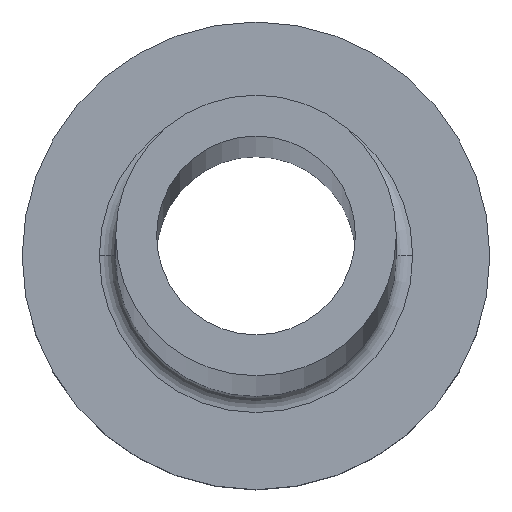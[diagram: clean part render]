
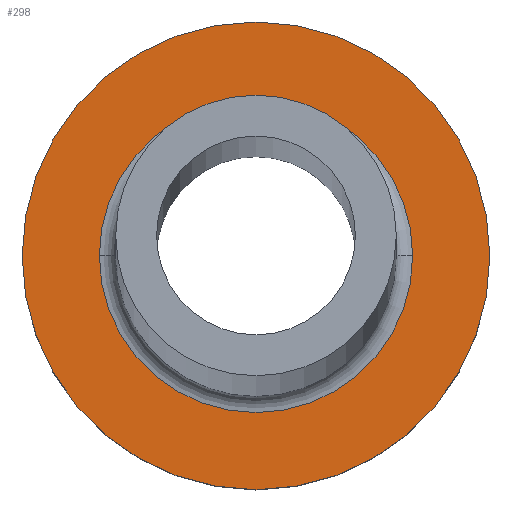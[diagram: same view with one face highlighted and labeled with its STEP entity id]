
A CAD part, top view. The second image highlights one B-rep face of the part: STEP entity #298.
In plain terms, the highlighted planar face has unit normal (0, 0, 1).
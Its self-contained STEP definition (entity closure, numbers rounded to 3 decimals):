
#3 = VERTEX_POINT ( 'NONE', #31 ) ;
#17 = DIRECTION ( 'NONE',  ( 1., 0., 0. ) ) ;
#28 = AXIS2_PLACEMENT_3D ( 'NONE', #154, #269, #32 ) ;
#31 = CARTESIAN_POINT ( 'NONE',  ( 10., 0., 7. ) ) ;
#32 = DIRECTION ( 'NONE',  ( 1., 0., 0. ) ) ;
#34 = EDGE_CURVE ( 'NONE', #3, #93, #249, .T. ) ;
#43 = DIRECTION ( 'NONE',  ( 0., 0., 1. ) ) ;
#44 = DIRECTION ( 'NONE',  ( 0., 0., 1. ) ) ;
#49 = DIRECTION ( 'NONE',  ( 1., 0., 0. ) ) ;
#50 = CARTESIAN_POINT ( 'NONE',  ( 0., 0., 7. ) ) ;
#63 = ORIENTED_EDGE ( 'NONE', *, *, #108, .T. ) ;
#69 = CIRCLE ( 'NONE', #75, 10. ) ;
#74 = FACE_OUTER_BOUND ( 'NONE', #187, .T. ) ;
#75 = AXIS2_PLACEMENT_3D ( 'NONE', #50, #44, #85 ) ;
#83 = AXIS2_PLACEMENT_3D ( 'NONE', #220, #248, #138 ) ;
#85 = DIRECTION ( 'NONE',  ( 1., 0., 0. ) ) ;
#93 = VERTEX_POINT ( 'NONE', #270 ) ;
#107 = FACE_BOUND ( 'NONE', #355, .T. ) ;
#108 = EDGE_CURVE ( 'NONE', #306, #351, #192, .T. ) ;
#109 = CARTESIAN_POINT ( 'NONE',  ( -6.7, 0., 7. ) ) ;
#138 = DIRECTION ( 'NONE',  ( 1., 0., 0. ) ) ;
#154 = CARTESIAN_POINT ( 'NONE',  ( 0., 0., 7. ) ) ;
#161 = EDGE_CURVE ( 'NONE', #351, #306, #292, .T. ) ;
#173 = EDGE_CURVE ( 'NONE', #93, #3, #69, .T. ) ;
#183 = AXIS2_PLACEMENT_3D ( 'NONE', #347, #341, #17 ) ;
#187 = EDGE_LOOP ( 'NONE', ( #280, #263 ) ) ;
#192 = CIRCLE ( 'NONE', #83, 6.7 ) ;
#200 = AXIS2_PLACEMENT_3D ( 'NONE', #335, #43, #49 ) ;
#207 = ORIENTED_EDGE ( 'NONE', *, *, #161, .T. ) ;
#220 = CARTESIAN_POINT ( 'NONE',  ( 0., 0., 7. ) ) ;
#248 = DIRECTION ( 'NONE',  ( 0., 0., -1. ) ) ;
#249 = CIRCLE ( 'NONE', #28, 10. ) ;
#263 = ORIENTED_EDGE ( 'NONE', *, *, #34, .T. ) ;
#269 = DIRECTION ( 'NONE',  ( 0., 0., 1. ) ) ;
#270 = CARTESIAN_POINT ( 'NONE',  ( -10., 0., 7. ) ) ;
#280 = ORIENTED_EDGE ( 'NONE', *, *, #173, .T. ) ;
#292 = CIRCLE ( 'NONE', #183, 6.7 ) ;
#298 = ADVANCED_FACE ( 'NONE', ( #107, #74 ), #301, .T. ) ;
#301 = PLANE ( 'NONE',  #200 ) ;
#306 = VERTEX_POINT ( 'NONE', #338 ) ;
#335 = CARTESIAN_POINT ( 'NONE',  ( 0., 0., 7. ) ) ;
#338 = CARTESIAN_POINT ( 'NONE',  ( 6.7, 0., 7. ) ) ;
#341 = DIRECTION ( 'NONE',  ( 0., 0., -1. ) ) ;
#347 = CARTESIAN_POINT ( 'NONE',  ( 0., 0., 7. ) ) ;
#351 = VERTEX_POINT ( 'NONE', #109 ) ;
#355 = EDGE_LOOP ( 'NONE', ( #63, #207 ) ) ;
